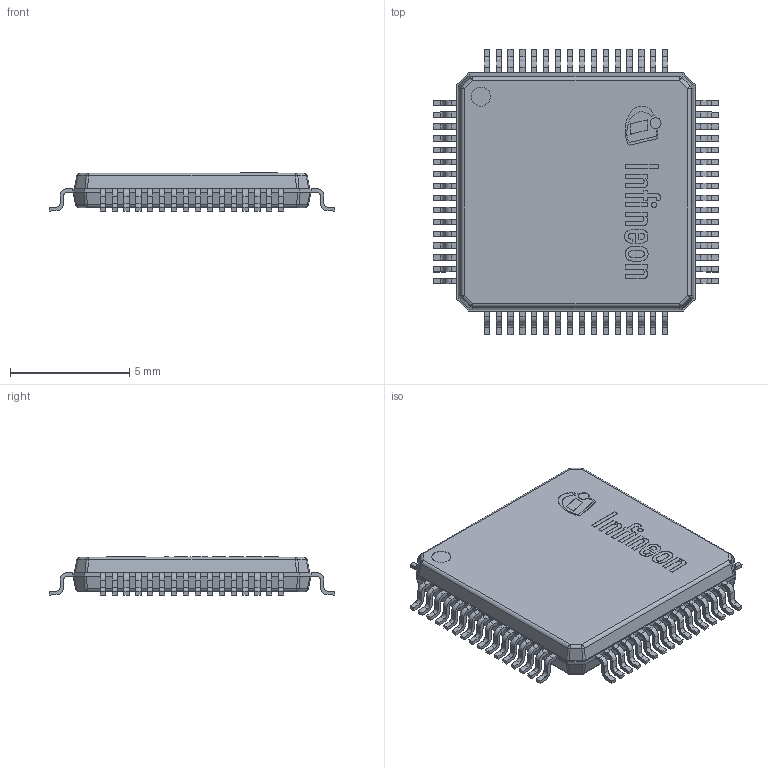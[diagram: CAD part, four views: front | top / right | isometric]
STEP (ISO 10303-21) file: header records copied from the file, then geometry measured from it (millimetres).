
FILE_DESCRIPTION(/* description */ (''),/* implementation_level */ '2;1');
FILE_NAME(/* name */ 'PG-LQFP-64-26_Z8B00131147_V04_3D.stp',/* time_stamp */ '2024-08-20T18:32:44+05:30',/* author */ ('sivamani'),/* organization */ (''),/* preprocessor_version */ 'ST-DEVELOPER v19.2',/* originating_system */ 'AutoCAD Mechanical',/* authorisation */ '');
FILE_SCHEMA (('AUTOMOTIVE_DESIGN { 1 0 10303 214 3 1 1 }'));
Length unit declared in the file: millimetre
Products named in the file (1): Product
Bounding box: 12 x 12 x 1.61 mm (x, y, z)
Volume: 142.3 mm3; surface area: 723.7 mm2
Topology: 80 solids, 80 shells, 1090 faces, 2739 edges, 1812 vertices
Faces by surface type: plane 763, cylinder 293, bspline 18, sphere 14, torus 2
Full cylindrical faces by diameter (mm): 0.22 x1, 0.458 x1, 0.8 x2, 1.5 x2
Entity records: 32698 total; most frequent: CARTESIAN_POINT 6390, ORIENTED_EDGE 5478, DIRECTION 5347, EDGE_CURVE 2739, LINE 2017, VECTOR 2017, VERTEX_POINT 1812, AXIS2_PLACEMENT_3D 1665
